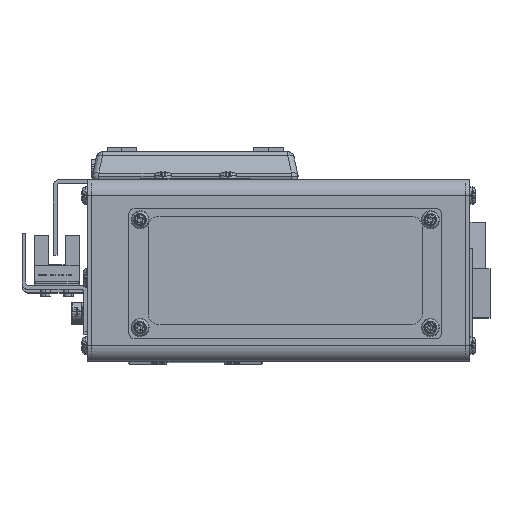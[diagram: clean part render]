
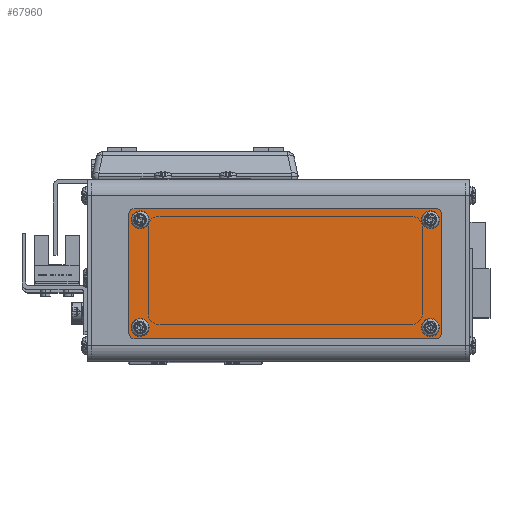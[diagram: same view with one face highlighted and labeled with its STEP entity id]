
A CAD part, top view. The second image highlights one B-rep face of the part: STEP entity #67960.
In plain terms, the highlighted face is planar.
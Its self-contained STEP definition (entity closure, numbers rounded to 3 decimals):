
#477 = CIRCLE ( 'NONE', #31763, 1.7 ) ;
#615 = CARTESIAN_POINT ( 'NONE',  ( 140.406, 197.769, 0. ) ) ;
#630 = CARTESIAN_POINT ( 'NONE',  ( 138.406, 233.769, 0. ) ) ;
#1069 = ORIENTED_EDGE ( 'NONE', *, *, #64194, .F. ) ;
#2513 = VERTEX_POINT ( 'NONE', #19113 ) ;
#2685 = DIRECTION ( 'NONE',  ( -1., 0., 0. ) ) ;
#5871 = EDGE_CURVE ( 'NONE', #50962, #58193, #62720, .T. ) ;
#5921 = VECTOR ( 'NONE', #15176, 1000. ) ;
#6117 = CARTESIAN_POINT ( 'NONE',  ( 46.206, 232.269, 0. ) ) ;
#6225 = EDGE_CURVE ( 'NONE', #11799, #2513, #477, .T. ) ;
#6593 = DIRECTION ( 'NONE',  ( 1., 0., 0. ) ) ;
#7750 = ORIENTED_EDGE ( 'NONE', *, *, #22211, .F. ) ;
#7801 = PLANE ( 'NONE',  #65520 ) ;
#8103 = EDGE_CURVE ( 'NONE', #13976, #17922, #43055, .T. ) ;
#9060 = CARTESIAN_POINT ( 'NONE',  ( 44.406, 233.769, 0. ) ) ;
#9096 = ORIENTED_EDGE ( 'NONE', *, *, #5871, .T. ) ;
#9116 = CIRCLE ( 'NONE', #68046, 1.7 ) ;
#9171 = ORIENTED_EDGE ( 'NONE', *, *, #41711, .T. ) ;
#9877 = DIRECTION ( 'NONE',  ( 0., 0., 1. ) ) ;
#10193 = VERTEX_POINT ( 'NONE', #16706 ) ;
#10957 = ORIENTED_EDGE ( 'NONE', *, *, #32476, .T. ) ;
#11302 = ORIENTED_EDGE ( 'NONE', *, *, #25163, .F. ) ;
#11651 = DIRECTION ( 'NONE',  ( 0., 0., 1. ) ) ;
#11799 = VERTEX_POINT ( 'NONE', #6117 ) ;
#12596 = CARTESIAN_POINT ( 'NONE',  ( 46.406, 197.769, 0. ) ) ;
#13976 = VERTEX_POINT ( 'NONE', #41548 ) ;
#15176 = DIRECTION ( 'NONE',  ( 0., -1., 0. ) ) ;
#15913 = DIRECTION ( 'NONE',  ( 0., 0., 1. ) ) ;
#16071 = AXIS2_PLACEMENT_3D ( 'NONE', #12596, #54122, #18551 ) ;
#16706 = CARTESIAN_POINT ( 'NONE',  ( 135.206, 232.269, 0. ) ) ;
#16858 = CIRCLE ( 'NONE', #41866, 2. ) ;
#17774 = AXIS2_PLACEMENT_3D ( 'NONE', #62519, #26944, #68477 ) ;
#17922 = VERTEX_POINT ( 'NONE', #42169 ) ;
#18082 = DIRECTION ( 'NONE',  ( 0., 0., 1. ) ) ;
#18551 = DIRECTION ( 'NONE',  ( 1., 0., 0. ) ) ;
#18994 = CARTESIAN_POINT ( 'NONE',  ( 46.406, 235.769, 0. ) ) ;
#19113 = CARTESIAN_POINT ( 'NONE',  ( 49.606, 232.269, 0. ) ) ;
#19231 = VERTEX_POINT ( 'NONE', #24260 ) ;
#19754 = DIRECTION ( 'NONE',  ( 1., 0., 0. ) ) ;
#20668 = EDGE_CURVE ( 'NONE', #43617, #19231, #36363, .T. ) ;
#21096 = ORIENTED_EDGE ( 'NONE', *, *, #74748, .F. ) ;
#21165 = CARTESIAN_POINT ( 'NONE',  ( 135.206, 199.269, 0. ) ) ;
#22127 = ORIENTED_EDGE ( 'NONE', *, *, #20668, .F. ) ;
#22211 = EDGE_CURVE ( 'NONE', #58410, #56415, #47292, .T. ) ;
#23098 = ORIENTED_EDGE ( 'NONE', *, *, #44101, .T. ) ;
#23183 = VERTEX_POINT ( 'NONE', #61880 ) ;
#23327 = DIRECTION ( 'NONE',  ( 0., 1., 0. ) ) ;
#24260 = CARTESIAN_POINT ( 'NONE',  ( 46.406, 195.769, 0. ) ) ;
#24616 = EDGE_CURVE ( 'NONE', #49740, #26260, #57254, .T. ) ;
#25163 = EDGE_CURVE ( 'NONE', #26260, #57146, #45062, .T. ) ;
#25397 = CARTESIAN_POINT ( 'NONE',  ( 138.606, 232.269, 0. ) ) ;
#26260 = VERTEX_POINT ( 'NONE', #18994 ) ;
#26944 = DIRECTION ( 'NONE',  ( 0., 0., 1. ) ) ;
#28146 = DIRECTION ( 'NONE',  ( 0., 0., 1. ) ) ;
#28460 = CIRCLE ( 'NONE', #59598, 1.7 ) ;
#28641 = CARTESIAN_POINT ( 'NONE',  ( 136.906, 232.269, 0. ) ) ;
#29464 = CARTESIAN_POINT ( 'NONE',  ( 44.406, 197.769, 0. ) ) ;
#29613 = FACE_BOUND ( 'NONE', #46058, .T. ) ;
#29619 = CARTESIAN_POINT ( 'NONE',  ( 136.906, 199.269, 0. ) ) ;
#30077 = ORIENTED_EDGE ( 'NONE', *, *, #24616, .F. ) ;
#30558 = DIRECTION ( 'NONE',  ( 0., 0., 1. ) ) ;
#31657 = DIRECTION ( 'NONE',  ( 0., 0., 1. ) ) ;
#31763 = AXIS2_PLACEMENT_3D ( 'NONE', #45390, #9877, #51390 ) ;
#31967 = CIRCLE ( 'NONE', #34887, 1.7 ) ;
#32476 = EDGE_CURVE ( 'NONE', #17922, #13976, #35682, .T. ) ;
#32646 = LINE ( 'NONE', #58897, #50260 ) ;
#33169 = CARTESIAN_POINT ( 'NONE',  ( 46.406, 233.769, 0. ) ) ;
#34613 = DIRECTION ( 'NONE',  ( 1., 0., 0. ) ) ;
#34797 = AXIS2_PLACEMENT_3D ( 'NONE', #66122, #30558, #72095 ) ;
#34887 = AXIS2_PLACEMENT_3D ( 'NONE', #53650, #18082, #59582 ) ;
#35262 = CARTESIAN_POINT ( 'NONE',  ( 138.406, 195.769, 0. ) ) ;
#35575 = DIRECTION ( 'NONE',  ( 1., 0., 0. ) ) ;
#35644 = ORIENTED_EDGE ( 'NONE', *, *, #73093, .F. ) ;
#35682 = CIRCLE ( 'NONE', #17774, 1.7 ) ;
#36363 = CIRCLE ( 'NONE', #16071, 2. ) ;
#37662 = CARTESIAN_POINT ( 'NONE',  ( 138.606, 199.269, 0. ) ) ;
#39125 = DIRECTION ( 'NONE',  ( 1., 0., 0. ) ) ;
#39288 = EDGE_LOOP ( 'NONE', ( #9171, #23098 ) ) ;
#39989 = VERTEX_POINT ( 'NONE', #25397 ) ;
#41548 = CARTESIAN_POINT ( 'NONE',  ( 46.206, 199.269, 0. ) ) ;
#41711 = EDGE_CURVE ( 'NONE', #10193, #39989, #43825, .T. ) ;
#41773 = EDGE_LOOP ( 'NONE', ( #9096, #70597 ) ) ;
#41866 = AXIS2_PLACEMENT_3D ( 'NONE', #630, #42127, #6593 ) ;
#42127 = DIRECTION ( 'NONE',  ( 0., 0., 1. ) ) ;
#42169 = CARTESIAN_POINT ( 'NONE',  ( 49.606, 199.269, 0. ) ) ;
#42541 = ORIENTED_EDGE ( 'NONE', *, *, #72682, .T. ) ;
#43055 = CIRCLE ( 'NONE', #34797, 1.7 ) ;
#43535 = FACE_BOUND ( 'NONE', #41773, .T. ) ;
#43617 = VERTEX_POINT ( 'NONE', #29464 ) ;
#43808 = CARTESIAN_POINT ( 'NONE',  ( 138.406, 235.769, 0. ) ) ;
#43825 = CIRCLE ( 'NONE', #45434, 1.7 ) ;
#44101 = EDGE_CURVE ( 'NONE', #39989, #10193, #9116, .T. ) ;
#44157 = CARTESIAN_POINT ( 'NONE',  ( 46.406, 235.769, 0. ) ) ;
#44712 = CARTESIAN_POINT ( 'NONE',  ( 44.406, 197.769, 0. ) ) ;
#45005 = ORIENTED_EDGE ( 'NONE', *, *, #49132, .F. ) ;
#45062 = CIRCLE ( 'NONE', #50031, 2. ) ;
#45262 = EDGE_CURVE ( 'NONE', #58193, #50962, #28460, .T. ) ;
#45390 = CARTESIAN_POINT ( 'NONE',  ( 47.906, 232.269, 0. ) ) ;
#45434 = AXIS2_PLACEMENT_3D ( 'NONE', #28641, #70206, #34613 ) ;
#46058 = EDGE_LOOP ( 'NONE', ( #68795, #42541 ) ) ;
#47172 = CARTESIAN_POINT ( 'NONE',  ( 138.406, 197.769, 0. ) ) ;
#47292 = CIRCLE ( 'NONE', #65860, 2. ) ;
#49132 = EDGE_CURVE ( 'NONE', #23183, #49740, #16858, .T. ) ;
#49740 = VERTEX_POINT ( 'NONE', #43808 ) ;
#50031 = AXIS2_PLACEMENT_3D ( 'NONE', #33169, #74690, #39125 ) ;
#50260 = VECTOR ( 'NONE', #23327, 1000. ) ;
#50962 = VERTEX_POINT ( 'NONE', #21165 ) ;
#51390 = DIRECTION ( 'NONE',  ( 1., 0., 0. ) ) ;
#51459 = CARTESIAN_POINT ( 'NONE',  ( 136.906, 232.269, 0. ) ) ;
#52957 = EDGE_LOOP ( 'NONE', ( #11302, #30077, #45005, #21096, #7750, #1069, #22127, #35644 ) ) ;
#53122 = AXIS2_PLACEMENT_3D ( 'NONE', #29619, #71190, #35575 ) ;
#53180 = DIRECTION ( 'NONE',  ( 1., 0., 0. ) ) ;
#53650 = CARTESIAN_POINT ( 'NONE',  ( 47.906, 232.269, 0. ) ) ;
#54122 = DIRECTION ( 'NONE',  ( 0., 0., 1. ) ) ;
#56415 = VERTEX_POINT ( 'NONE', #615 ) ;
#57146 = VERTEX_POINT ( 'NONE', #9060 ) ;
#57254 = LINE ( 'NONE', #44157, #73071 ) ;
#57450 = DIRECTION ( 'NONE',  ( 1., 0., 0. ) ) ;
#58193 = VERTEX_POINT ( 'NONE', #37662 ) ;
#58410 = VERTEX_POINT ( 'NONE', #35262 ) ;
#58671 = VECTOR ( 'NONE', #19754, 1000. ) ;
#58897 = CARTESIAN_POINT ( 'NONE',  ( 140.406, 233.769, 0. ) ) ;
#59337 = FACE_BOUND ( 'NONE', #73819, .T. ) ;
#59582 = DIRECTION ( 'NONE',  ( 1., 0., 0. ) ) ;
#59598 = AXIS2_PLACEMENT_3D ( 'NONE', #63747, #28146, #69708 ) ;
#61291 = CARTESIAN_POINT ( 'NONE',  ( 138.406, 195.769, 0. ) ) ;
#61880 = CARTESIAN_POINT ( 'NONE',  ( 140.406, 233.769, 0. ) ) ;
#62519 = CARTESIAN_POINT ( 'NONE',  ( 47.906, 199.269, 0. ) ) ;
#62720 = CIRCLE ( 'NONE', #53122, 1.7 ) ;
#63747 = CARTESIAN_POINT ( 'NONE',  ( 136.906, 199.269, 0. ) ) ;
#64194 = EDGE_CURVE ( 'NONE', #19231, #58410, #74458, .T. ) ;
#65520 = AXIS2_PLACEMENT_3D ( 'NONE', #67227, #31657, #73202 ) ;
#65860 = AXIS2_PLACEMENT_3D ( 'NONE', #47172, #11651, #53180 ) ;
#66122 = CARTESIAN_POINT ( 'NONE',  ( 47.906, 199.269, 0. ) ) ;
#67227 = CARTESIAN_POINT ( 'NONE',  ( 46.406, 233.769, 0. ) ) ;
#67960 = ADVANCED_FACE ( 'NONE', ( #75132, #29613, #70139, #59337, #43535 ), #7801, .F. ) ;
#68046 = AXIS2_PLACEMENT_3D ( 'NONE', #51459, #15913, #57450 ) ;
#68477 = DIRECTION ( 'NONE',  ( 1., 0., 0. ) ) ;
#68795 = ORIENTED_EDGE ( 'NONE', *, *, #6225, .T. ) ;
#69047 = LINE ( 'NONE', #44712, #5921 ) ;
#69708 = DIRECTION ( 'NONE',  ( 1., 0., 0. ) ) ;
#70139 = FACE_OUTER_BOUND ( 'NONE', #52957, .T. ) ;
#70206 = DIRECTION ( 'NONE',  ( 0., 0., 1. ) ) ;
#70597 = ORIENTED_EDGE ( 'NONE', *, *, #45262, .T. ) ;
#71190 = DIRECTION ( 'NONE',  ( 0., 0., 1. ) ) ;
#72095 = DIRECTION ( 'NONE',  ( 1., 0., 0. ) ) ;
#72215 = ORIENTED_EDGE ( 'NONE', *, *, #8103, .T. ) ;
#72682 = EDGE_CURVE ( 'NONE', #2513, #11799, #31967, .T. ) ;
#73071 = VECTOR ( 'NONE', #2685, 1000. ) ;
#73093 = EDGE_CURVE ( 'NONE', #57146, #43617, #69047, .T. ) ;
#73202 = DIRECTION ( 'NONE',  ( 1., 0., 0. ) ) ;
#73819 = EDGE_LOOP ( 'NONE', ( #72215, #10957 ) ) ;
#74458 = LINE ( 'NONE', #61291, #58671 ) ;
#74690 = DIRECTION ( 'NONE',  ( 0., 0., 1. ) ) ;
#74748 = EDGE_CURVE ( 'NONE', #56415, #23183, #32646, .T. ) ;
#75132 = FACE_BOUND ( 'NONE', #39288, .T. ) ;
